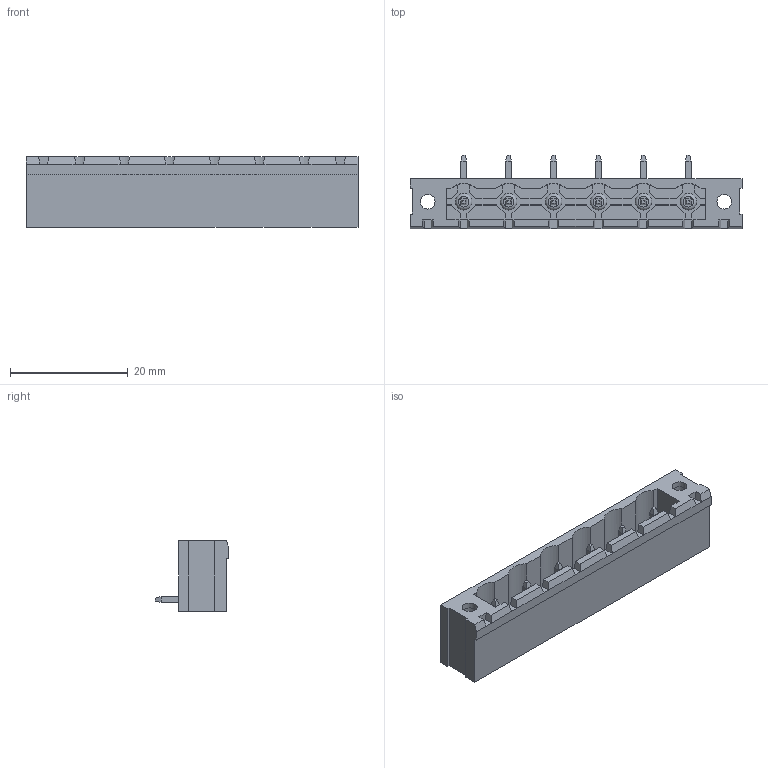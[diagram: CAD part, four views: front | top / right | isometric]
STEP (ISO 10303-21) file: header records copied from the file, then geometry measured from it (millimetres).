
FILE_DESCRIPTION( ( 'Unknown' ), '1' );
FILE_NAME( '69131741006.stp', 'Unknown', ( 'Unknown' ), ( 'Unknown' ), 'PSStep 14.0', 'Unknown', ' ' );
FILE_SCHEMA( ( 'AUTOMOTIVE_DESIGN { 1 0 10303 214 1 1 1 1 }' ) );
Length unit declared in the file: millimetre
Products named in the file (4): Assem1; 6913174100xx_PIN; 691318400006; 6913174100xx_INSERT
Assembly tree (9 placements, depth 2):
  Assem1
    6913174100xx_PIN  x6
    691318400006
    6913174100xx_INSERT  x2
Bounding box: 56.3 x 12.5 x 12 mm (x, y, z)
Volume: 2586.7 mm3; surface area: 5466.2 mm2
Topology: 9 solids, 9 shells, 401 faces, 1064 edges, 687 vertices
Faces by surface type: plane 365, cylinder 26, torus 10
Full cylindrical faces by diameter (mm): 2.5 x4, 2.8 x6
Entity records: 12302 total; most frequent: CARTESIAN_POINT 1951, ORIENTED_EDGE 1660, DIRECTION 1508, EDGE_CURVE 830, LINE 758, VECTOR 758, VERTEX_POINT 554, AXIS2_PLACEMENT_3D 375
